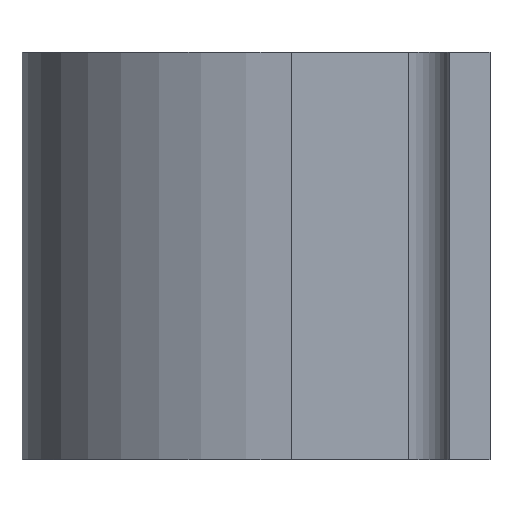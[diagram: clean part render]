
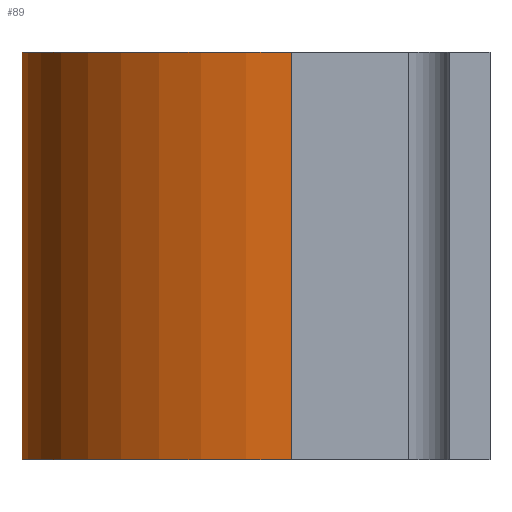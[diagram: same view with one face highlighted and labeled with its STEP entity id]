
A CAD part, left-side view. The second image highlights one B-rep face of the part: STEP entity #89.
In plain terms, the highlighted cylindrical face has radius 13.25 mm (diameter 26.5 mm), a partial arc.
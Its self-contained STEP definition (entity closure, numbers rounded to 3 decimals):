
#14 = EDGE_CURVE ( 'NONE', #575, #359, #551, .T. ) ;
#58 = DIRECTION ( 'NONE',  ( 0., 0., 1. ) ) ;
#62 = CARTESIAN_POINT ( 'NONE',  ( -13.25, 0., 0. ) ) ;
#81 = DIRECTION ( 'NONE',  ( 1., 0., 0. ) ) ;
#89 = ADVANCED_FACE ( 'NONE', ( #212 ), #361, .T. ) ;
#100 = CARTESIAN_POINT ( 'NONE',  ( 13.218, 0.924, 0. ) ) ;
#115 = VERTEX_POINT ( 'NONE', #378 ) ;
#125 = EDGE_CURVE ( 'NONE', #115, #619, #432, .T. ) ;
#135 = DIRECTION ( 'NONE',  ( 0., 0., 1. ) ) ;
#145 = AXIS2_PLACEMENT_3D ( 'NONE', #633, #135, #286 ) ;
#212 = FACE_OUTER_BOUND ( 'NONE', #669, .T. ) ;
#227 = AXIS2_PLACEMENT_3D ( 'NONE', #519, #58, #422 ) ;
#241 = ORIENTED_EDGE ( 'NONE', *, *, #14, .T. ) ;
#259 = AXIS2_PLACEMENT_3D ( 'NONE', #369, #572, #81 ) ;
#286 = DIRECTION ( 'NONE',  ( 1., 0., 0. ) ) ;
#311 = ORIENTED_EDGE ( 'NONE', *, *, #576, .T. ) ;
#315 = DIRECTION ( 'NONE',  ( 0., 0., 1. ) ) ;
#317 = EDGE_CURVE ( 'NONE', #115, #575, #564, .T. ) ;
#332 = ORIENTED_EDGE ( 'NONE', *, *, #317, .T. ) ;
#333 = VECTOR ( 'NONE', #315, 1000. ) ;
#335 = VECTOR ( 'NONE', #510, 1000. ) ;
#359 = VERTEX_POINT ( 'NONE', #417 ) ;
#361 = CYLINDRICAL_SURFACE ( 'NONE', #259, 13.25 ) ;
#369 = CARTESIAN_POINT ( 'NONE',  ( 0., 0., 0. ) ) ;
#372 = ORIENTED_EDGE ( 'NONE', *, *, #125, .F. ) ;
#378 = CARTESIAN_POINT ( 'NONE',  ( 13.218, 0.924, 10. ) ) ;
#417 = CARTESIAN_POINT ( 'NONE',  ( -13.25, 0., -10. ) ) ;
#422 = DIRECTION ( 'NONE',  ( 1., 0., 0. ) ) ;
#432 = CIRCLE ( 'NONE', #145, 13.25 ) ;
#462 = LINE ( 'NONE', #62, #333 ) ;
#477 = CARTESIAN_POINT ( 'NONE',  ( 13.218, 0.924, -10. ) ) ;
#510 = DIRECTION ( 'NONE',  ( 0., 0., -1. ) ) ;
#519 = CARTESIAN_POINT ( 'NONE',  ( 0., 0., -10. ) ) ;
#551 = CIRCLE ( 'NONE', #227, 13.25 ) ;
#564 = LINE ( 'NONE', #100, #335 ) ;
#572 = DIRECTION ( 'NONE',  ( 0., 0., 1. ) ) ;
#575 = VERTEX_POINT ( 'NONE', #477 ) ;
#576 = EDGE_CURVE ( 'NONE', #359, #619, #462, .T. ) ;
#580 = CARTESIAN_POINT ( 'NONE',  ( -13.25, 0., 10. ) ) ;
#619 = VERTEX_POINT ( 'NONE', #580 ) ;
#633 = CARTESIAN_POINT ( 'NONE',  ( 0., 0., 10. ) ) ;
#669 = EDGE_LOOP ( 'NONE', ( #372, #332, #241, #311 ) ) ;
